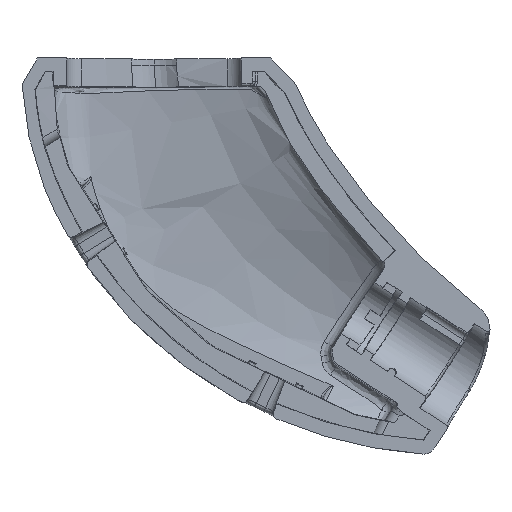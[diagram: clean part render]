
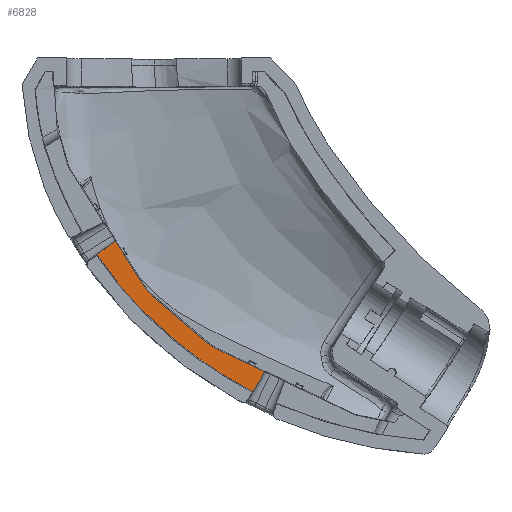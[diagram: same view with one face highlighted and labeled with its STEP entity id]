
A CAD part, left-side view. The second image highlights one B-rep face of the part: STEP entity #6828.
In plain terms, the highlighted planar face has unit normal (-1, 0, 0).
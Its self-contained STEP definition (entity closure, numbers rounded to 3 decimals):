
#320 = VECTOR ( 'NONE', #9331, 1000. ) ;
#345 = VERTEX_POINT ( 'NONE', #8334 ) ;
#633 = ORIENTED_EDGE ( 'NONE', *, *, #683, .F. ) ;
#683 = EDGE_CURVE ( 'NONE', #14949, #10435, #2327, .T. ) ;
#879 = EDGE_CURVE ( 'NONE', #10435, #3316, #18637, .T. ) ;
#1494 = EDGE_CURVE ( 'NONE', #15598, #4782, #13704, .T. ) ;
#1508 = LINE ( 'NONE', #7996, #5681 ) ;
#1538 = VECTOR ( 'NONE', #4367, 1000. ) ;
#2327 = CIRCLE ( 'NONE', #6696, 18.878 ) ;
#2532 = CARTESIAN_POINT ( 'NONE',  ( 0.75, 4.73, -2.992 ) ) ;
#2708 = ORIENTED_EDGE ( 'NONE', *, *, #14285, .T. ) ;
#2956 = FACE_OUTER_BOUND ( 'NONE', #14995, .T. ) ;
#3054 = DIRECTION ( 'NONE',  ( 1., 0., 0. ) ) ;
#3070 = CARTESIAN_POINT ( 'NONE',  ( 0.75, -2.693, -12.477 ) ) ;
#3071 = AXIS2_PLACEMENT_3D ( 'NONE', #16211, #12821, #9781 ) ;
#3139 = EDGE_CURVE ( 'NONE', #9321, #11800, #6479, .T. ) ;
#3291 = AXIS2_PLACEMENT_3D ( 'NONE', #4828, #15621, #9319 ) ;
#3316 = VERTEX_POINT ( 'NONE', #9382 ) ;
#3513 = PLANE ( 'NONE',  #3071 ) ;
#3522 = DIRECTION ( 'NONE',  ( 1., 0., 0. ) ) ;
#4367 = DIRECTION ( 'NONE',  ( 0., -0.803, 0.596 ) ) ;
#4584 = EDGE_CURVE ( 'NONE', #345, #14949, #1508, .T. ) ;
#4630 = DIRECTION ( 'NONE',  ( 0., 0., -1. ) ) ;
#4782 = VERTEX_POINT ( 'NONE', #16178 ) ;
#4828 = CARTESIAN_POINT ( 'NONE',  ( 0.75, -3.544, -10.696 ) ) ;
#4964 = CARTESIAN_POINT ( 'NONE',  ( 0.75, -2.261, -12.196 ) ) ;
#5681 = VECTOR ( 'NONE', #14389, 1000. ) ;
#5911 = DIRECTION ( 'NONE',  ( 1., 0., 0. ) ) ;
#6183 = ORIENTED_EDGE ( 'NONE', *, *, #4584, .F. ) ;
#6479 = CIRCLE ( 'NONE', #3291, 1.974 ) ;
#6603 = CARTESIAN_POINT ( 'NONE',  ( 0.75, -12.884, 2.467 ) ) ;
#6696 = AXIS2_PLACEMENT_3D ( 'NONE', #6603, #3522, #16150 ) ;
#6828 = ADVANCED_FACE ( 'NONE', ( #2956 ), #3513, .F. ) ;
#7051 = CARTESIAN_POINT ( 'NONE',  ( 0.75, 1.663, -7.841 ) ) ;
#7154 = ORIENTED_EDGE ( 'NONE', *, *, #879, .F. ) ;
#7206 = EDGE_CURVE ( 'NONE', #9321, #15598, #9896, .T. ) ;
#7212 = LINE ( 'NONE', #2532, #320 ) ;
#7330 = ORIENTED_EDGE ( 'NONE', *, *, #18764, .F. ) ;
#7547 = CARTESIAN_POINT ( 'NONE',  ( 0.75, -0.816, -12.049 ) ) ;
#7677 = CARTESIAN_POINT ( 'NONE',  ( 0.75, -1.223, -8.711 ) ) ;
#7692 = CARTESIAN_POINT ( 'NONE',  ( 0.75, 0.06, -10.212 ) ) ;
#7738 = AXIS2_PLACEMENT_3D ( 'NONE', #17216, #3054, #4630 ) ;
#7996 = CARTESIAN_POINT ( 'NONE',  ( 0.75, -4.735, -13.482 ) ) ;
#8334 = CARTESIAN_POINT ( 'NONE',  ( 0.75, -4.748, -13.459 ) ) ;
#8587 = CARTESIAN_POINT ( 'NONE',  ( 0.75, 5.069, -5.929 ) ) ;
#8686 = LINE ( 'NONE', #18489, #14650 ) ;
#8743 = ORIENTED_EDGE ( 'NONE', *, *, #7206, .T. ) ;
#9319 = DIRECTION ( 'NONE',  ( 0., 0., -1. ) ) ;
#9321 = VERTEX_POINT ( 'NONE', #4964 ) ;
#9331 = DIRECTION ( 'NONE',  ( 0., 0.535, 0.845 ) ) ;
#9382 = CARTESIAN_POINT ( 'NONE',  ( 0.75, 2.461, -8.434 ) ) ;
#9414 = LINE ( 'NONE', #13768, #1538 ) ;
#9564 = ORIENTED_EDGE ( 'NONE', *, *, #1494, .T. ) ;
#9781 = DIRECTION ( 'NONE',  ( 0., 0., -1. ) ) ;
#9896 = LINE ( 'NONE', #8587, #14104 ) ;
#10435 = VERTEX_POINT ( 'NONE', #7547 ) ;
#11693 = CARTESIAN_POINT ( 'NONE',  ( 0.75, -4.242, -14.317 ) ) ;
#11800 = VERTEX_POINT ( 'NONE', #3070 ) ;
#11854 = DIRECTION ( 'NONE',  ( 0., 0.76, 0.65 ) ) ;
#12821 = DIRECTION ( 'NONE',  ( 1., 0., 0. ) ) ;
#13704 = CIRCLE ( 'NONE', #16806, 1.974 ) ;
#13768 = CARTESIAN_POINT ( 'NONE',  ( 0.75, 1.689, -7.86 ) ) ;
#14104 = VECTOR ( 'NONE', #11854, 1000. ) ;
#14285 = EDGE_CURVE ( 'NONE', #4782, #15458, #7212, .T. ) ;
#14389 = DIRECTION ( 'NONE',  ( 0., 0.508, -0.861 ) ) ;
#14650 = VECTOR ( 'NONE', #16694, 1000. ) ;
#14903 = ORIENTED_EDGE ( 'NONE', *, *, #17840, .F. ) ;
#14949 = VERTEX_POINT ( 'NONE', #11693 ) ;
#14995 = EDGE_LOOP ( 'NONE', ( #7154, #633, #6183, #14903, #15955, #8743, #9564, #2708, #7330 ) ) ;
#15458 = VERTEX_POINT ( 'NONE', #7051 ) ;
#15598 = VERTEX_POINT ( 'NONE', #7692 ) ;
#15621 = DIRECTION ( 'NONE',  ( -1., 0., 0. ) ) ;
#15955 = ORIENTED_EDGE ( 'NONE', *, *, #3139, .F. ) ;
#16150 = DIRECTION ( 'NONE',  ( 0., 0., -1. ) ) ;
#16178 = CARTESIAN_POINT ( 'NONE',  ( 0.75, 0.445, -9.767 ) ) ;
#16211 = CARTESIAN_POINT ( 'NONE',  ( 0.75, -12.884, 2.467 ) ) ;
#16694 = DIRECTION ( 'NONE',  ( 0., -0.902, -0.431 ) ) ;
#16806 = AXIS2_PLACEMENT_3D ( 'NONE', #7677, #5911, #20298 ) ;
#17216 = CARTESIAN_POINT ( 'NONE',  ( 0.75, -11.923, 1.31 ) ) ;
#17840 = EDGE_CURVE ( 'NONE', #11800, #345, #8686, .T. ) ;
#18489 = CARTESIAN_POINT ( 'NONE',  ( 0.75, 4.354, -9.108 ) ) ;
#18637 = CIRCLE ( 'NONE', #7738, 17.374 ) ;
#18764 = EDGE_CURVE ( 'NONE', #3316, #15458, #9414, .T. ) ;
#20298 = DIRECTION ( 'NONE',  ( 0., 0., -1. ) ) ;
